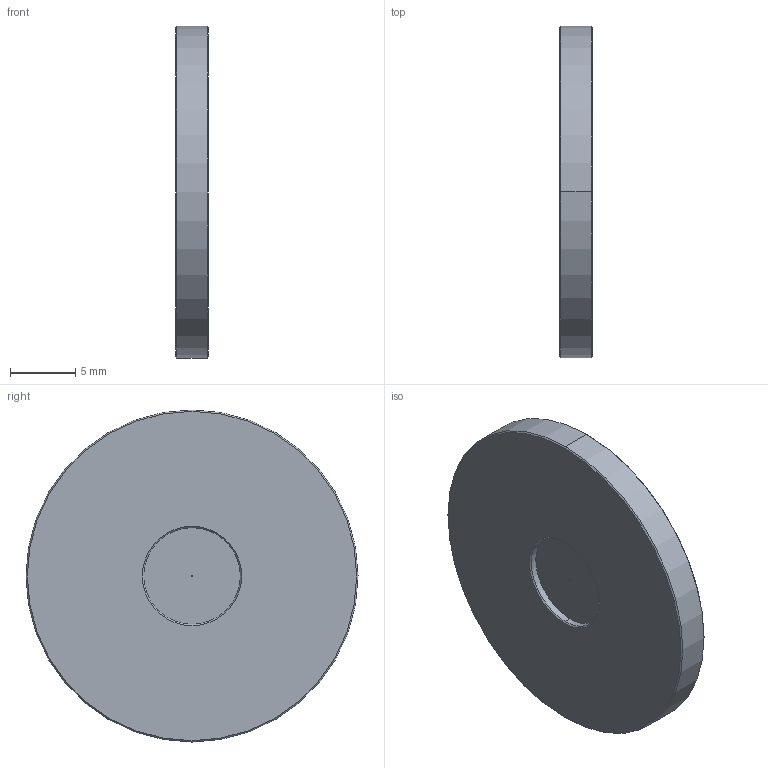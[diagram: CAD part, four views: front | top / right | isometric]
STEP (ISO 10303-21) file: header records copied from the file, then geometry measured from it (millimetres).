
FILE_DESCRIPTION (( 'STEP AP203' ), '1' );
FILE_NAME ('1.5.3.31_ZXO-1.0-150_精密针孔150um，直径25.4（1.0英寸）.STEP', '2021-07-27T01:09:22', ( 'China' ), ( 'Home' ), 'SwSTEP 2.0', 'SolidWorks 2018', '' );
FILE_SCHEMA (( 'CONFIG_CONTROL_DESIGN' ));
Length unit declared in the file: millimetre
Products named in the file (1): 1.5.3.31_ZXO-1.0-150_精密针孔150um，直径25.4（1.0英寸）
Bounding box: 2.5 x 25.4 x 25.4 mm (x, y, z)
Surface area: 1337.9 mm2 (no closed solid volume)
Topology: 0 solids, 3 shells, 28 faces, 58 edges, 36 vertices
Faces by surface type: cylinder 8, cone 8, plane 6, torus 6
Entity records: 831 total; most frequent: DIRECTION 158, CARTESIAN_POINT 123, ORIENTED_EDGE 108, AXIS2_PLACEMENT_3D 71, EDGE_CURVE 58, CIRCLE 42, VERTEX_POINT 36, EDGE_LOOP 32
